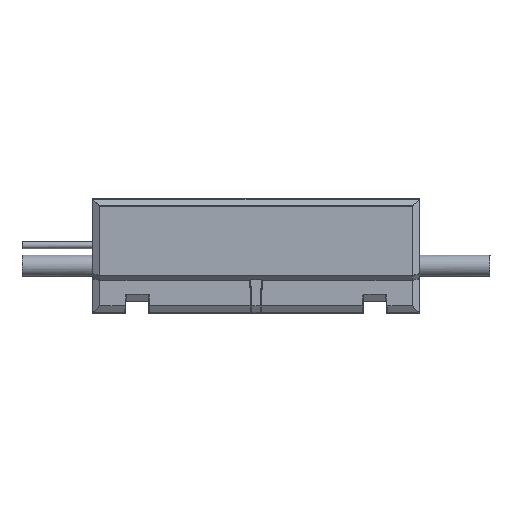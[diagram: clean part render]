
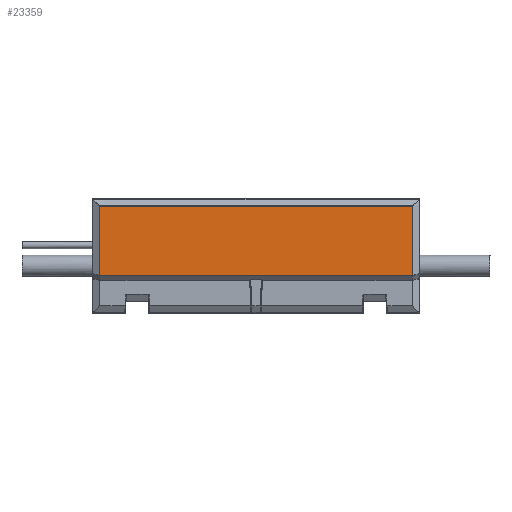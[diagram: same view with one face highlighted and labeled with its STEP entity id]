
A CAD part, left-side view. The second image highlights one B-rep face of the part: STEP entity #23359.
In plain terms, the highlighted planar face has unit normal (-1, 0, -0.004).
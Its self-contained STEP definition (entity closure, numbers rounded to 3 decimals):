
#1968=LINE('',#34516,#3634);
#2091=LINE('',#35017,#3757);
#2092=LINE('',#35019,#3758);
#2093=LINE('',#35020,#3759);
#3634=VECTOR('',#27619,66.822);
#3757=VECTOR('',#28018,14.782);
#3758=VECTOR('',#28019,66.693);
#3759=VECTOR('',#28020,14.782);
#7436=FACE_OUTER_BOUND('',#8963,.T.);
#8963=EDGE_LOOP('',(#16569,#16570,#16571,#16572));
#10870=VERTEX_POINT('',#34508);
#10871=VERTEX_POINT('',#34512);
#11016=VERTEX_POINT('',#35016);
#11017=VERTEX_POINT('',#35018);
#12852=EDGE_CURVE('',#10871,#10870,#1968,.T.);
#13055=EDGE_CURVE('',#10870,#11016,#2091,.T.);
#13056=EDGE_CURVE('',#11016,#11017,#2092,.T.);
#13057=EDGE_CURVE('',#11017,#10871,#2093,.T.);
#16569=ORIENTED_EDGE('',*,*,#13055,.T.);
#16570=ORIENTED_EDGE('',*,*,#13056,.T.);
#16571=ORIENTED_EDGE('',*,*,#13057,.T.);
#16572=ORIENTED_EDGE('',*,*,#12852,.T.);
#22853=PLANE('',#25029);
#23359=ADVANCED_FACE('',(#7436),#22853,.F.);
#25029=AXIS2_PLACEMENT_3D('',#35015,#28016,#28017);
#27619=DIRECTION('',(0.,1.,0.));
#28016=DIRECTION('center_axis',(1.,0.,0.004));
#28017=DIRECTION('ref_axis',(-0.004,0.,1.));
#28018=DIRECTION('',(0.004,-0.004,-1.));
#28019=DIRECTION('',(0.,-1.,0.));
#28020=DIRECTION('',(-0.004,-0.004,1.));
#34508=CARTESIAN_POINT('',(-15.056,33.411,14.278));
#34512=CARTESIAN_POINT('',(-15.056,-33.411,14.278));
#34516=CARTESIAN_POINT('',(-15.056,33.441,14.278));
#35015=CARTESIAN_POINT('Origin',(-15.062,-34.925,15.838));
#35016=CARTESIAN_POINT('',(-14.991,33.346,-0.504));
#35017=CARTESIAN_POINT('',(-15.,33.355,1.55));
#35018=CARTESIAN_POINT('',(-14.991,-33.346,-0.504));
#35019=CARTESIAN_POINT('',(-14.991,-34.925,-0.504));
#35020=CARTESIAN_POINT('',(-15.056,-33.411,14.308));
